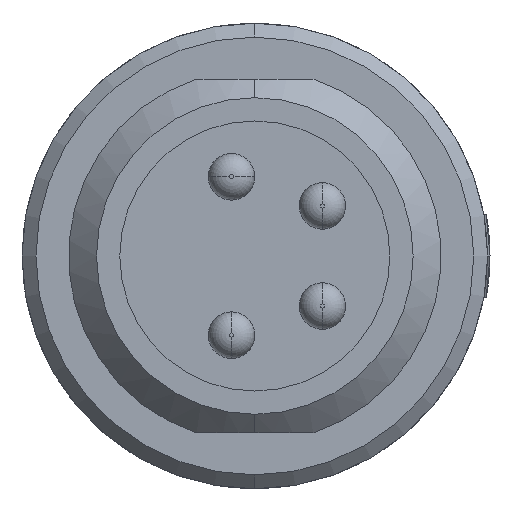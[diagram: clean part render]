
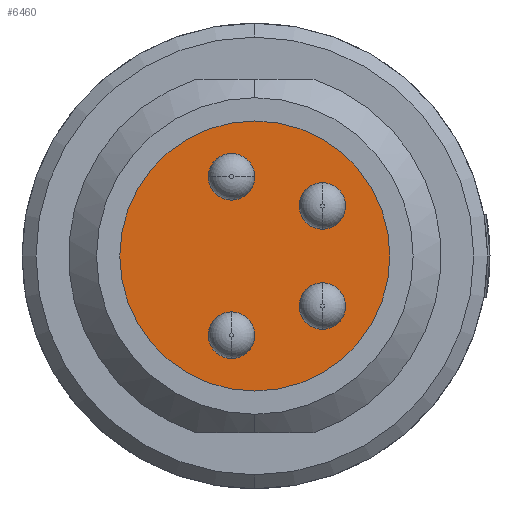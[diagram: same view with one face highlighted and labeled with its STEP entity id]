
A CAD part, left-side view. The second image highlights one B-rep face of the part: STEP entity #6460.
In plain terms, the highlighted planar face has unit normal (-1, 0, 0).
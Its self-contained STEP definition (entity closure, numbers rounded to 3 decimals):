
#34 = ORIENTED_EDGE ( 'NONE', *, *, #6820, .T. ) ;
#52 = AXIS2_PLACEMENT_3D ( 'NONE', #5104, #6930, #537 ) ;
#393 = EDGE_LOOP ( 'NONE', ( #1037, #4586 ) ) ;
#397 = CIRCLE ( 'NONE', #2315, 0.5 ) ;
#438 = EDGE_CURVE ( 'NONE', #597, #551, #6386, .T. ) ;
#440 = DIRECTION ( 'NONE',  ( 1., 0., 0. ) ) ;
#471 = FACE_BOUND ( 'NONE', #393, .T. ) ;
#511 = DIRECTION ( 'NONE',  ( 0., 0., 1. ) ) ;
#537 = DIRECTION ( 'NONE',  ( 0., 0., 1. ) ) ;
#551 = VERTEX_POINT ( 'NONE', #659 ) ;
#597 = VERTEX_POINT ( 'NONE', #2353 ) ;
#629 = DIRECTION ( 'NONE',  ( 0., 0., 1. ) ) ;
#655 = DIRECTION ( 'NONE',  ( -1., 0., 0. ) ) ;
#659 = CARTESIAN_POINT ( 'NONE',  ( -21.75, 0.5, 1.2 ) ) ;
#755 = CIRCLE ( 'NONE', #6074, 0.5 ) ;
#799 = EDGE_CURVE ( 'NONE', #4727, #6441, #5695, .T. ) ;
#820 = DIRECTION ( 'NONE',  ( 1., 0., 0. ) ) ;
#840 = AXIS2_PLACEMENT_3D ( 'NONE', #7003, #2412, #5359 ) ;
#928 = FACE_BOUND ( 'NONE', #5258, .T. ) ;
#1037 = ORIENTED_EDGE ( 'NONE', *, *, #799, .T. ) ;
#1131 = CARTESIAN_POINT ( 'NONE',  ( -21.75, -1.45, 1.575 ) ) ;
#1151 = CARTESIAN_POINT ( 'NONE',  ( -21.75, 0.5, -2.2 ) ) ;
#1535 = VERTEX_POINT ( 'NONE', #3019 ) ;
#1660 = CARTESIAN_POINT ( 'NONE',  ( -21.75, 0.5, -1.2 ) ) ;
#1779 = AXIS2_PLACEMENT_3D ( 'NONE', #3312, #3759, #6192 ) ;
#1955 = EDGE_LOOP ( 'NONE', ( #6105, #5756 ) ) ;
#1972 = EDGE_CURVE ( 'NONE', #2441, #4141, #4962, .T. ) ;
#2014 = ORIENTED_EDGE ( 'NONE', *, *, #2427, .T. ) ;
#2057 = EDGE_CURVE ( 'NONE', #1535, #2938, #5215, .T. ) ;
#2093 = FACE_OUTER_BOUND ( 'NONE', #1955, .T. ) ;
#2130 = FACE_BOUND ( 'NONE', #4255, .T. ) ;
#2226 = CIRCLE ( 'NONE', #4764, 0.5 ) ;
#2304 = AXIS2_PLACEMENT_3D ( 'NONE', #6756, #440, #511 ) ;
#2315 = AXIS2_PLACEMENT_3D ( 'NONE', #3720, #820, #6532 ) ;
#2353 = CARTESIAN_POINT ( 'NONE',  ( -21.75, 0.5, 2.2 ) ) ;
#2412 = DIRECTION ( 'NONE',  ( 1., 0., 0. ) ) ;
#2427 = EDGE_CURVE ( 'NONE', #551, #597, #755, .T. ) ;
#2441 = VERTEX_POINT ( 'NONE', #1151 ) ;
#2562 = EDGE_CURVE ( 'NONE', #5012, #4994, #397, .T. ) ;
#2764 = CIRCLE ( 'NONE', #2881, 2.9 ) ;
#2878 = ORIENTED_EDGE ( 'NONE', *, *, #1972, .T. ) ;
#2881 = AXIS2_PLACEMENT_3D ( 'NONE', #4584, #655, #6901 ) ;
#2938 = VERTEX_POINT ( 'NONE', #4996 ) ;
#3019 = CARTESIAN_POINT ( 'NONE',  ( -21.75, 0., 2.9 ) ) ;
#3151 = EDGE_CURVE ( 'NONE', #4994, #5012, #5964, .T. ) ;
#3312 = CARTESIAN_POINT ( 'NONE',  ( -21.75, 0.5, 1.7 ) ) ;
#3526 = EDGE_CURVE ( 'NONE', #6441, #4727, #2226, .T. ) ;
#3567 = EDGE_LOOP ( 'NONE', ( #5901, #5882 ) ) ;
#3673 = CARTESIAN_POINT ( 'NONE',  ( -21.75, -1.45, -1.075 ) ) ;
#3720 = CARTESIAN_POINT ( 'NONE',  ( -21.75, -1.45, 1.075 ) ) ;
#3752 = PLANE ( 'NONE',  #6053 ) ;
#3759 = DIRECTION ( 'NONE',  ( 1., 0., 0. ) ) ;
#3973 = CARTESIAN_POINT ( 'NONE',  ( -21.75, 0., 0. ) ) ;
#4045 = DIRECTION ( 'NONE',  ( 0., 0., 1. ) ) ;
#4141 = VERTEX_POINT ( 'NONE', #1660 ) ;
#4255 = EDGE_LOOP ( 'NONE', ( #34, #2878 ) ) ;
#4525 = DIRECTION ( 'NONE',  ( 1., 0., 0. ) ) ;
#4584 = CARTESIAN_POINT ( 'NONE',  ( -21.75, 0., 0. ) ) ;
#4586 = ORIENTED_EDGE ( 'NONE', *, *, #3526, .T. ) ;
#4596 = CARTESIAN_POINT ( 'NONE',  ( -21.75, 0.5, 1.7 ) ) ;
#4611 = CARTESIAN_POINT ( 'NONE',  ( -21.75, -1.45, 0.575 ) ) ;
#4727 = VERTEX_POINT ( 'NONE', #6489 ) ;
#4764 = AXIS2_PLACEMENT_3D ( 'NONE', #5814, #4525, #5237 ) ;
#4962 = CIRCLE ( 'NONE', #2304, 0.5 ) ;
#4994 = VERTEX_POINT ( 'NONE', #1131 ) ;
#4996 = CARTESIAN_POINT ( 'NONE',  ( -21.75, 0., -2.9 ) ) ;
#5012 = VERTEX_POINT ( 'NONE', #4611 ) ;
#5041 = CARTESIAN_POINT ( 'NONE',  ( -21.75, 0., 1.45 ) ) ;
#5091 = AXIS2_PLACEMENT_3D ( 'NONE', #3673, #5913, #5991 ) ;
#5104 = CARTESIAN_POINT ( 'NONE',  ( -21.75, -1.45, 1.075 ) ) ;
#5215 = CIRCLE ( 'NONE', #5932, 2.9 ) ;
#5237 = DIRECTION ( 'NONE',  ( 0., 0., 1. ) ) ;
#5258 = EDGE_LOOP ( 'NONE', ( #5587, #2014 ) ) ;
#5359 = DIRECTION ( 'NONE',  ( 0., 0., 1. ) ) ;
#5500 = DIRECTION ( 'NONE',  ( -1., 0., 0. ) ) ;
#5587 = ORIENTED_EDGE ( 'NONE', *, *, #438, .T. ) ;
#5695 = CIRCLE ( 'NONE', #5091, 0.5 ) ;
#5756 = ORIENTED_EDGE ( 'NONE', *, *, #6569, .T. ) ;
#5807 = DIRECTION ( 'NONE',  ( 1., 0., 0. ) ) ;
#5814 = CARTESIAN_POINT ( 'NONE',  ( -21.75, -1.45, -1.075 ) ) ;
#5882 = ORIENTED_EDGE ( 'NONE', *, *, #2562, .T. ) ;
#5901 = ORIENTED_EDGE ( 'NONE', *, *, #3151, .T. ) ;
#5913 = DIRECTION ( 'NONE',  ( 1., 0., 0. ) ) ;
#5932 = AXIS2_PLACEMENT_3D ( 'NONE', #3973, #6293, #4045 ) ;
#5964 = CIRCLE ( 'NONE', #52, 0.5 ) ;
#5991 = DIRECTION ( 'NONE',  ( 0., 0., 1. ) ) ;
#6053 = AXIS2_PLACEMENT_3D ( 'NONE', #5041, #5500, #7408 ) ;
#6074 = AXIS2_PLACEMENT_3D ( 'NONE', #4596, #5807, #629 ) ;
#6105 = ORIENTED_EDGE ( 'NONE', *, *, #2057, .T. ) ;
#6192 = DIRECTION ( 'NONE',  ( 0., 0., 1. ) ) ;
#6293 = DIRECTION ( 'NONE',  ( -1., 0., 0. ) ) ;
#6386 = CIRCLE ( 'NONE', #1779, 0.5 ) ;
#6441 = VERTEX_POINT ( 'NONE', #7377 ) ;
#6460 = ADVANCED_FACE ( 'NONE', ( #928, #2130, #471, #7301, #2093 ), #3752, .T. ) ;
#6489 = CARTESIAN_POINT ( 'NONE',  ( -21.75, -1.45, -0.575 ) ) ;
#6518 = CIRCLE ( 'NONE', #840, 0.5 ) ;
#6532 = DIRECTION ( 'NONE',  ( 0., 0., 1. ) ) ;
#6569 = EDGE_CURVE ( 'NONE', #2938, #1535, #2764, .T. ) ;
#6756 = CARTESIAN_POINT ( 'NONE',  ( -21.75, 0.5, -1.7 ) ) ;
#6820 = EDGE_CURVE ( 'NONE', #4141, #2441, #6518, .T. ) ;
#6901 = DIRECTION ( 'NONE',  ( 0., 0., 1. ) ) ;
#6930 = DIRECTION ( 'NONE',  ( 1., 0., 0. ) ) ;
#7003 = CARTESIAN_POINT ( 'NONE',  ( -21.75, 0.5, -1.7 ) ) ;
#7301 = FACE_BOUND ( 'NONE', #3567, .T. ) ;
#7377 = CARTESIAN_POINT ( 'NONE',  ( -21.75, -1.45, -1.575 ) ) ;
#7408 = DIRECTION ( 'NONE',  ( 0., 0., 1. ) ) ;
